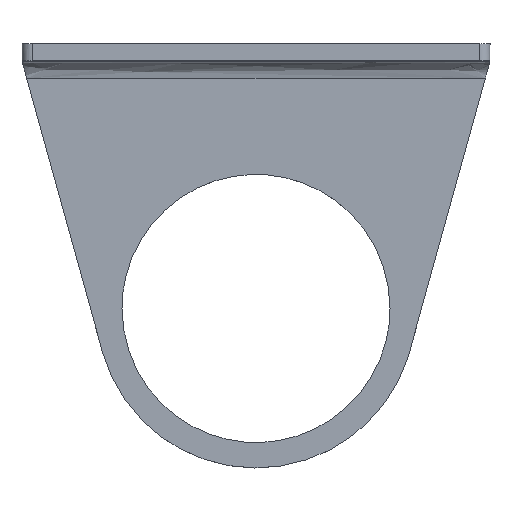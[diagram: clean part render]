
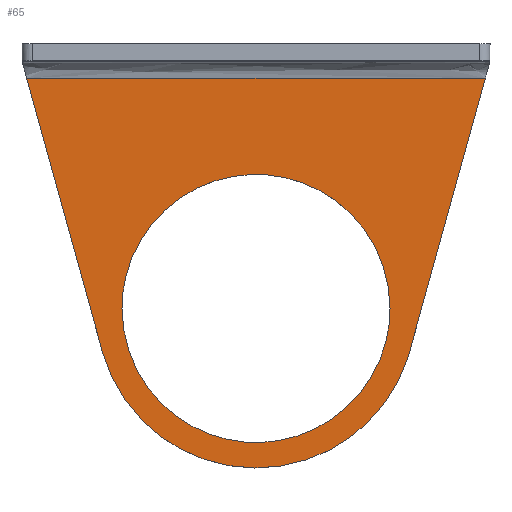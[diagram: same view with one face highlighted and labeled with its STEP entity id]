
A CAD part, top view. The second image highlights one B-rep face of the part: STEP entity #65.
In plain terms, the highlighted free-form (B-spline) face has degree [1, 1] with [2, 2] control points.
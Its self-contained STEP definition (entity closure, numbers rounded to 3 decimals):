
#22 = VERTEX_POINT('',#23);
#23 = CARTESIAN_POINT('',(-22.73,0.,2.886));
#41 = VERTEX_POINT('',#42);
#42 = CARTESIAN_POINT('',(22.73,0.,
    2.886));
#47 = EDGE_CURVE('',#22,#41,#48,.T.);
#48 = ( BOUNDED_CURVE() B_SPLINE_CURVE(2,(#49,#50,#51,#52,#53),
.UNSPECIFIED.,.F.,.F.) B_SPLINE_CURVE_WITH_KNOTS((3,2,3),(3.142,
4.712,6.283),.PIECEWISE_BEZIER_KNOTS.) CURVE() 
GEOMETRIC_REPRESENTATION_ITEM() RATIONAL_B_SPLINE_CURVE((1.,
0.707,1.,0.707,1.)) REPRESENTATION_ITEM('') );
#49 = CARTESIAN_POINT('',(-22.73,0.,
    2.886));
#50 = CARTESIAN_POINT('',(-22.73,-22.73,2.886
    ));
#51 = CARTESIAN_POINT('',(0.,-22.73,
    2.886));
#52 = CARTESIAN_POINT('',(22.73,-22.73,2.886
    ));
#53 = CARTESIAN_POINT('',(22.73,0.,
    2.886));
#65 = ADVANCED_FACE('',(#66,#77),#108,.T.);
#66 = FACE_BOUND('',#67,.T.);
#67 = EDGE_LOOP('',(#68,#69));
#68 = ORIENTED_EDGE('',*,*,#47,.F.);
#69 = ORIENTED_EDGE('',*,*,#70,.F.);
#70 = EDGE_CURVE('',#41,#22,#71,.T.);
#71 = ( BOUNDED_CURVE() B_SPLINE_CURVE(2,(#72,#73,#74,#75,#76),
.UNSPECIFIED.,.F.,.F.) B_SPLINE_CURVE_WITH_KNOTS((3,2,3),(0.,
1.571,3.142),.PIECEWISE_BEZIER_KNOTS.) CURVE() 
GEOMETRIC_REPRESENTATION_ITEM() RATIONAL_B_SPLINE_CURVE((1.,
0.707,1.,0.707,1.)) REPRESENTATION_ITEM('') );
#72 = CARTESIAN_POINT('',(22.73,0.,2.886));
#73 = CARTESIAN_POINT('',(22.73,22.73,2.886
    ));
#74 = CARTESIAN_POINT('',(0.,22.73,
    2.886));
#75 = CARTESIAN_POINT('',(-22.73,22.73,2.886
    ));
#76 = CARTESIAN_POINT('',(-22.73,0.,
    2.886));
#77 = FACE_BOUND('',#78,.T.);
#78 = EDGE_LOOP('',(#79,#88,#95,#102));
#79 = ORIENTED_EDGE('',*,*,#80,.F.);
#80 = EDGE_CURVE('',#81,#83,#85,.T.);
#81 = VERTEX_POINT('',#82);
#82 = CARTESIAN_POINT('',(38.888,39.037,2.886
    ));
#83 = VERTEX_POINT('',#84);
#84 = CARTESIAN_POINT('',(26.078,-7.221,2.886
    ));
#85 = B_SPLINE_CURVE_WITH_KNOTS('',1,(#86,#87),.UNSPECIFIED.,.F.,.F.,(2,
    2),(-33.26,0.),.PIECEWISE_BEZIER_KNOTS.);
#86 = CARTESIAN_POINT('',(38.888,39.037,2.886
    ));
#87 = CARTESIAN_POINT('',(26.078,-7.221,2.886
    ));
#88 = ORIENTED_EDGE('',*,*,#89,.T.);
#89 = EDGE_CURVE('',#81,#90,#92,.T.);
#90 = VERTEX_POINT('',#91);
#91 = CARTESIAN_POINT('',(-38.888,39.037,2.886
    ));
#92 = B_SPLINE_CURVE_WITH_KNOTS('',1,(#93,#94),.UNSPECIFIED.,.F.,.F.,(2,
    2),(-26.946,26.946),.PIECEWISE_BEZIER_KNOTS.);
#93 = CARTESIAN_POINT('',(38.888,39.037,2.886
    ));
#94 = CARTESIAN_POINT('',(-38.888,39.037,2.886
    ));
#95 = ORIENTED_EDGE('',*,*,#96,.T.);
#96 = EDGE_CURVE('',#90,#97,#99,.T.);
#97 = VERTEX_POINT('',#98);
#98 = CARTESIAN_POINT('',(-26.078,-7.221,2.886
    ));
#99 = B_SPLINE_CURVE_WITH_KNOTS('',1,(#100,#101),.UNSPECIFIED.,.F.,.F.,(
    2,2),(-33.26,0.),.PIECEWISE_BEZIER_KNOTS.);
#100 = CARTESIAN_POINT('',(-38.888,39.037,
    2.886));
#101 = CARTESIAN_POINT('',(-26.078,-7.221,
    2.886));
#102 = ORIENTED_EDGE('',*,*,#103,.T.);
#103 = EDGE_CURVE('',#97,#83,#104,.T.);
#104 = ( BOUNDED_CURVE() B_SPLINE_CURVE(2,(#105,#106,#107),
.UNSPECIFIED.,.F.,.F.) B_SPLINE_CURVE_WITH_KNOTS((3,3),(3.412,
6.013),.PIECEWISE_BEZIER_KNOTS.) CURVE() 
GEOMETRIC_REPRESENTATION_ITEM() RATIONAL_B_SPLINE_CURVE((1.,
0.267,1.)) REPRESENTATION_ITEM('') );
#105 = CARTESIAN_POINT('',(-26.078,-7.221,
    2.886));
#106 = CARTESIAN_POINT('',(0.,-101.394,
    2.886));
#107 = CARTESIAN_POINT('',(26.078,-7.221,
    2.886));
#108 = B_SPLINE_SURFACE_WITH_KNOTS('',1,1,(
    (#109,#110)
    ,(#111,#112
    )),.UNSPECIFIED.,.F.,.F.,.F.,(2,2),(2,2),(-26.946,
    26.946),(-18.75,27.05),.PIECEWISE_BEZIER_KNOTS.);
#109 = CARTESIAN_POINT('',(-38.888,-27.059,
    2.886));
#110 = CARTESIAN_POINT('',(-38.888,39.037,
    2.886));
#111 = CARTESIAN_POINT('',(38.888,-27.059,
    2.886));
#112 = CARTESIAN_POINT('',(38.888,39.037,
    2.886));
